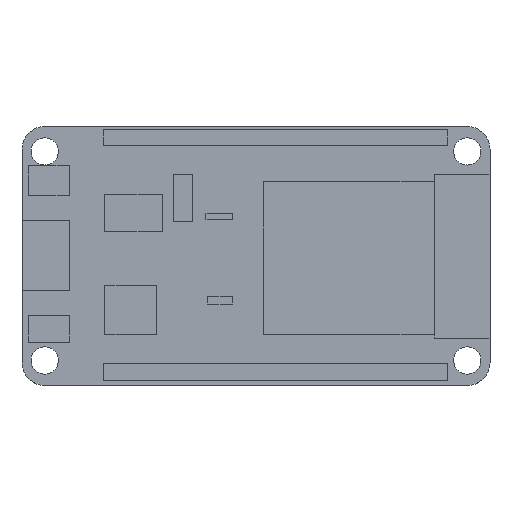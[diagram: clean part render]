
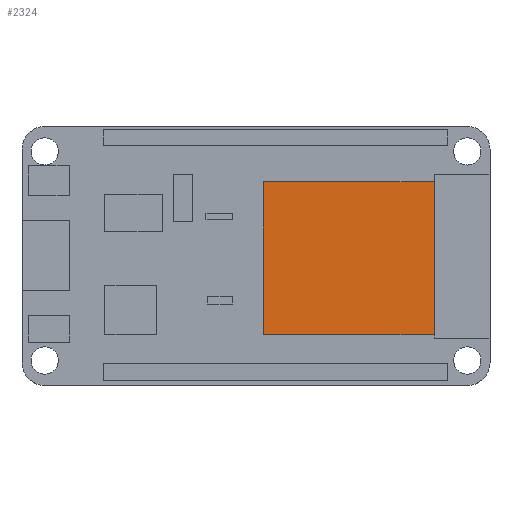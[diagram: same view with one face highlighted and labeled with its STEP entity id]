
A CAD part, top view. The second image highlights one B-rep face of the part: STEP entity #2324.
In plain terms, the highlighted planar face has unit normal (0, 0, 1).
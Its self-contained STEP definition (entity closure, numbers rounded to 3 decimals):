
#356=FACE_OUTER_BOUND('',#544,.T.);
#544=EDGE_LOOP('',(#1936,#1937,#1938,#1939));
#733=LINE('',#3732,#955);
#735=LINE('',#3736,#957);
#737=LINE('',#3740,#959);
#741=LINE('',#3746,#963);
#955=VECTOR('',#3082,10.);
#957=VECTOR('',#3086,10.);
#959=VECTOR('',#3090,10.);
#963=VECTOR('',#3096,10.);
#1193=VERTEX_POINT('',#3729);
#1194=VERTEX_POINT('',#3731);
#1195=VERTEX_POINT('',#3735);
#1196=VERTEX_POINT('',#3739);
#1451=EDGE_CURVE('',#1194,#1193,#733,.T.);
#1453=EDGE_CURVE('',#1195,#1194,#735,.T.);
#1455=EDGE_CURVE('',#1196,#1195,#737,.T.);
#1459=EDGE_CURVE('',#1193,#1196,#741,.T.);
#1936=ORIENTED_EDGE('',*,*,#1459,.T.);
#1937=ORIENTED_EDGE('',*,*,#1455,.T.);
#1938=ORIENTED_EDGE('',*,*,#1453,.T.);
#1939=ORIENTED_EDGE('',*,*,#1451,.T.);
#2183=PLANE('',#2555);
#2324=ADVANCED_FACE('',(#356),#2183,.T.);
#2555=AXIS2_PLACEMENT_3D('',#3747,#3097,#3098);
#3082=DIRECTION('',(1.,0.,0.));
#3086=DIRECTION('',(0.,-1.,0.));
#3090=DIRECTION('',(-1.,0.,0.));
#3096=DIRECTION('',(0.,1.,0.));
#3097=DIRECTION('center_axis',(0.,0.,1.));
#3098=DIRECTION('ref_axis',(1.,0.,0.));
#3729=CARTESIAN_POINT('',(19.605,-8.653,5.));
#3731=CARTESIAN_POINT('',(0.807,-8.653,5.));
#3732=CARTESIAN_POINT('',(0.807,-8.653,5.));
#3735=CARTESIAN_POINT('',(0.807,8.159,5.));
#3736=CARTESIAN_POINT('',(0.807,8.159,5.));
#3739=CARTESIAN_POINT('',(19.605,8.159,5.));
#3740=CARTESIAN_POINT('',(19.605,8.159,5.));
#3746=CARTESIAN_POINT('',(19.605,-8.653,5.));
#3747=CARTESIAN_POINT('Origin',(10.206,-0.247,5.));
